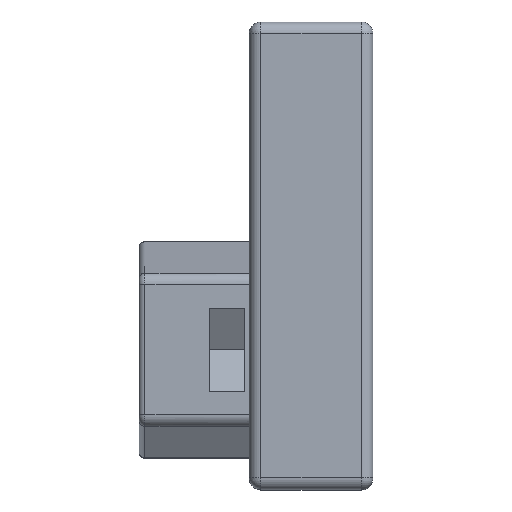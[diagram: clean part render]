
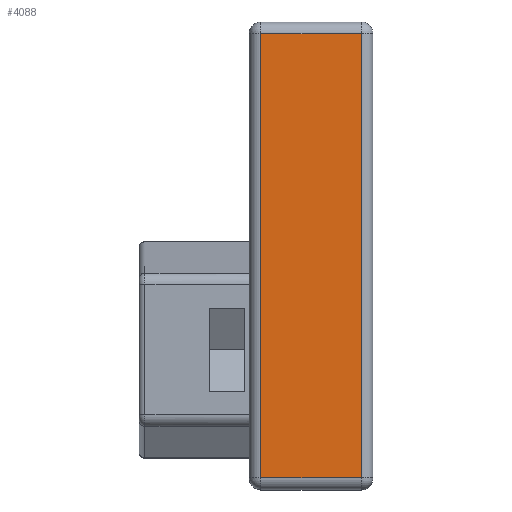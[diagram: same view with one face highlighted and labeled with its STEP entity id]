
A CAD part, top view. The second image highlights one B-rep face of the part: STEP entity #4088.
In plain terms, the highlighted planar face has unit normal (0, 0, 1).
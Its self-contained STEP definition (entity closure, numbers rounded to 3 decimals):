
#1078 = CYLINDRICAL_SURFACE('',#1079,1.);
#1079 = AXIS2_PLACEMENT_3D('',#1080,#1081,#1082);
#1080 = CARTESIAN_POINT('',(-1.,28.,16.));
#1081 = DIRECTION('',(0.,-1.,0.));
#1082 = DIRECTION('',(0.,0.,1.));
#2710 = EDGE_CURVE('',#2711,#2713,#2715,.T.);
#2711 = VERTEX_POINT('',#2712);
#2712 = CARTESIAN_POINT('',(-1.,27.,17.));
#2713 = VERTEX_POINT('',#2714);
#2714 = CARTESIAN_POINT('',(-1.,-11.,17.));
#2715 = SURFACE_CURVE('',#2716,(#2720,#2727),.PCURVE_S1.);
#2716 = LINE('',#2717,#2718);
#2717 = CARTESIAN_POINT('',(-1.,28.,17.));
#2718 = VECTOR('',#2719,1.);
#2719 = DIRECTION('',(0.,-1.,0.));
#2720 = PCURVE('',#1078,#2721);
#2721 = DEFINITIONAL_REPRESENTATION('',(#2722),#2726);
#2722 = LINE('',#2723,#2724);
#2723 = CARTESIAN_POINT('',(-0.,0.));
#2724 = VECTOR('',#2725,1.);
#2725 = DIRECTION('',(-0.,1.));
#2726 = ( GEOMETRIC_REPRESENTATION_CONTEXT(2) 
PARAMETRIC_REPRESENTATION_CONTEXT() REPRESENTATION_CONTEXT('2D SPACE',''
  ) );
#2727 = PCURVE('',#2728,#2733);
#2728 = PLANE('',#2729);
#2729 = AXIS2_PLACEMENT_3D('',#2730,#2731,#2732);
#2730 = CARTESIAN_POINT('',(-12.,28.,17.));
#2731 = DIRECTION('',(0.,0.,-1.));
#2732 = DIRECTION('',(-1.,0.,-0.));
#2733 = DEFINITIONAL_REPRESENTATION('',(#2734),#2738);
#2734 = LINE('',#2735,#2736);
#2735 = CARTESIAN_POINT('',(-11.,0.));
#2736 = VECTOR('',#2737,1.);
#2737 = DIRECTION('',(-0.,-1.));
#2738 = ( GEOMETRIC_REPRESENTATION_CONTEXT(2) 
PARAMETRIC_REPRESENTATION_CONTEXT() REPRESENTATION_CONTEXT('2D SPACE',''
  ) );
#3958 = CYLINDRICAL_SURFACE('',#3959,1.);
#3959 = AXIS2_PLACEMENT_3D('',#3960,#3961,#3962);
#3960 = CARTESIAN_POINT('',(-12.,-11.,16.));
#3961 = DIRECTION('',(1.,0.,0.));
#3962 = DIRECTION('',(0.,0.,1.));
#3996 = CYLINDRICAL_SURFACE('',#3997,1.);
#3997 = AXIS2_PLACEMENT_3D('',#3998,#3999,#4000);
#3998 = CARTESIAN_POINT('',(-12.,27.,16.));
#3999 = DIRECTION('',(1.,0.,0.));
#4000 = DIRECTION('',(0.,0.,1.));
#4088 = ADVANCED_FACE('',(#4089),#2728,.F.);
#4089 = FACE_BOUND('',#4090,.T.);
#4090 = EDGE_LOOP('',(#4091,#4121,#4142,#4143));
#4091 = ORIENTED_EDGE('',*,*,#4092,.T.);
#4092 = EDGE_CURVE('',#4093,#4095,#4097,.T.);
#4093 = VERTEX_POINT('',#4094);
#4094 = CARTESIAN_POINT('',(-9.586,27.,17.));
#4095 = VERTEX_POINT('',#4096);
#4096 = CARTESIAN_POINT('',(-9.586,-11.,17.));
#4097 = SURFACE_CURVE('',#4098,(#4102,#4109),.PCURVE_S1.);
#4098 = LINE('',#4099,#4100);
#4099 = CARTESIAN_POINT('',(-9.586,28.,17.));
#4100 = VECTOR('',#4101,1.);
#4101 = DIRECTION('',(0.,-1.,0.));
#4102 = PCURVE('',#2728,#4103);
#4103 = DEFINITIONAL_REPRESENTATION('',(#4104),#4108);
#4104 = LINE('',#4105,#4106);
#4105 = CARTESIAN_POINT('',(-2.414,0.));
#4106 = VECTOR('',#4107,1.);
#4107 = DIRECTION('',(-0.,-1.));
#4108 = ( GEOMETRIC_REPRESENTATION_CONTEXT(2) 
PARAMETRIC_REPRESENTATION_CONTEXT() REPRESENTATION_CONTEXT('2D SPACE',''
  ) );
#4109 = PCURVE('',#4110,#4115);
#4110 = CYLINDRICAL_SURFACE('',#4111,1.);
#4111 = AXIS2_PLACEMENT_3D('',#4112,#4113,#4114);
#4112 = CARTESIAN_POINT('',(-9.586,28.,16.));
#4113 = DIRECTION('',(0.,-1.,0.));
#4114 = DIRECTION('',(-0.707,0.,
    -0.707));
#4115 = DEFINITIONAL_REPRESENTATION('',(#4116),#4120);
#4116 = LINE('',#4117,#4118);
#4117 = CARTESIAN_POINT('',(-2.356,0.));
#4118 = VECTOR('',#4119,1.);
#4119 = DIRECTION('',(-0.,1.));
#4120 = ( GEOMETRIC_REPRESENTATION_CONTEXT(2) 
PARAMETRIC_REPRESENTATION_CONTEXT() REPRESENTATION_CONTEXT('2D SPACE',''
  ) );
#4121 = ORIENTED_EDGE('',*,*,#4122,.T.);
#4122 = EDGE_CURVE('',#4095,#2713,#4123,.T.);
#4123 = SURFACE_CURVE('',#4124,(#4128,#4135),.PCURVE_S1.);
#4124 = LINE('',#4125,#4126);
#4125 = CARTESIAN_POINT('',(-12.,-11.,17.));
#4126 = VECTOR('',#4127,1.);
#4127 = DIRECTION('',(1.,0.,0.));
#4128 = PCURVE('',#2728,#4129);
#4129 = DEFINITIONAL_REPRESENTATION('',(#4130),#4134);
#4130 = LINE('',#4131,#4132);
#4131 = CARTESIAN_POINT('',(-0.,-39.));
#4132 = VECTOR('',#4133,1.);
#4133 = DIRECTION('',(-1.,0.));
#4134 = ( GEOMETRIC_REPRESENTATION_CONTEXT(2) 
PARAMETRIC_REPRESENTATION_CONTEXT() REPRESENTATION_CONTEXT('2D SPACE',''
  ) );
#4135 = PCURVE('',#3958,#4136);
#4136 = DEFINITIONAL_REPRESENTATION('',(#4137),#4141);
#4137 = LINE('',#4138,#4139);
#4138 = CARTESIAN_POINT('',(0.,0.));
#4139 = VECTOR('',#4140,1.);
#4140 = DIRECTION('',(0.,1.));
#4141 = ( GEOMETRIC_REPRESENTATION_CONTEXT(2) 
PARAMETRIC_REPRESENTATION_CONTEXT() REPRESENTATION_CONTEXT('2D SPACE',''
  ) );
#4142 = ORIENTED_EDGE('',*,*,#2710,.F.);
#4143 = ORIENTED_EDGE('',*,*,#4144,.F.);
#4144 = EDGE_CURVE('',#4093,#2711,#4145,.T.);
#4145 = SURFACE_CURVE('',#4146,(#4150,#4157),.PCURVE_S1.);
#4146 = LINE('',#4147,#4148);
#4147 = CARTESIAN_POINT('',(-12.,27.,17.));
#4148 = VECTOR('',#4149,1.);
#4149 = DIRECTION('',(1.,0.,0.));
#4150 = PCURVE('',#2728,#4151);
#4151 = DEFINITIONAL_REPRESENTATION('',(#4152),#4156);
#4152 = LINE('',#4153,#4154);
#4153 = CARTESIAN_POINT('',(-0.,-1.));
#4154 = VECTOR('',#4155,1.);
#4155 = DIRECTION('',(-1.,0.));
#4156 = ( GEOMETRIC_REPRESENTATION_CONTEXT(2) 
PARAMETRIC_REPRESENTATION_CONTEXT() REPRESENTATION_CONTEXT('2D SPACE',''
  ) );
#4157 = PCURVE('',#3996,#4158);
#4158 = DEFINITIONAL_REPRESENTATION('',(#4159),#4163);
#4159 = LINE('',#4160,#4161);
#4160 = CARTESIAN_POINT('',(-0.,0.));
#4161 = VECTOR('',#4162,1.);
#4162 = DIRECTION('',(-0.,1.));
#4163 = ( GEOMETRIC_REPRESENTATION_CONTEXT(2) 
PARAMETRIC_REPRESENTATION_CONTEXT() REPRESENTATION_CONTEXT('2D SPACE',''
  ) );
